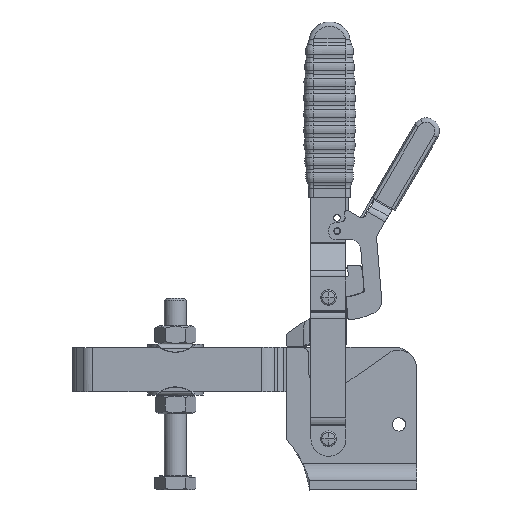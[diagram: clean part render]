
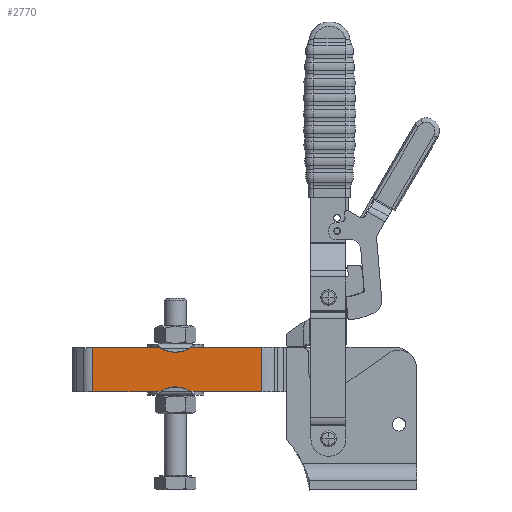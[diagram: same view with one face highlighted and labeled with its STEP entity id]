
A CAD part, top view. The second image highlights one B-rep face of the part: STEP entity #2770.
In plain terms, the highlighted planar face has unit normal (0, 0, 1).
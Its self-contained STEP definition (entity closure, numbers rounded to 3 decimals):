
#2727=AXIS2_PLACEMENT_3D('Plane Axis2P3D',#2724,#2725,#2726) ;
#862=CARTESIAN_POINT('Vertex',(-109.429,74.059,5.053)) ;
#955=CARTESIAN_POINT('Vertex',(-92.08,74.086,5.053)) ;
#1581=CARTESIAN_POINT('Vertex',(-138.108,74.014,5.053)) ;
#1584=CARTESIAN_POINT('Line Origine',(-123.769,74.036,5.053)) ;
#2181=CARTESIAN_POINT('Line Origine',(-76.963,74.109,5.053)) ;
#2185=CARTESIAN_POINT('Vertex',(-61.847,74.133,5.053)) ;
#2709=CARTESIAN_POINT('Vertex',(-138.077,54.014,5.053)) ;
#2712=CARTESIAN_POINT('Line Origine',(-138.093,64.014,5.053)) ;
#2724=CARTESIAN_POINT('Axis2P3D Location',(-148.319,63.998,5.053)) ;
#2729=CARTESIAN_POINT('Line Origine',(-61.831,64.133,5.053)) ;
#2733=CARTESIAN_POINT('Vertex',(-61.816,54.133,5.053)) ;
#2736=CARTESIAN_POINT('Line Origine',(-100.754,74.072,5.053)) ;
#2741=CARTESIAN_POINT('Line Origine',(-123.737,54.036,5.053)) ;
#2745=CARTESIAN_POINT('Vertex',(-109.398,54.059,5.053)) ;
#2748=CARTESIAN_POINT('Line Origine',(-100.723,54.072,5.053)) ;
#2752=CARTESIAN_POINT('Vertex',(-92.048,54.086,5.053)) ;
#2755=CARTESIAN_POINT('Line Origine',(-76.932,54.109,5.053)) ;
#1585=DIRECTION('Vector Direction',(1.,0.002,0.)) ;
#2182=DIRECTION('Vector Direction',(1.,0.002,0.)) ;
#2713=DIRECTION('Vector Direction',(0.002,-1.,0.)) ;
#2725=DIRECTION('Axis2P3D Direction',(0.,0.,1.)) ;
#2726=DIRECTION('Axis2P3D XDirection',(-0.002,1.,0.)) ;
#2730=DIRECTION('Vector Direction',(-0.002,1.,0.)) ;
#2737=DIRECTION('Vector Direction',(1.,0.002,0.)) ;
#2742=DIRECTION('Vector Direction',(-1.,-0.002,0.)) ;
#2749=DIRECTION('Vector Direction',(-1.,-0.002,0.)) ;
#2756=DIRECTION('Vector Direction',(-1.,-0.002,0.)) ;
#1586=VECTOR('Line Direction',#1585,1.) ;
#2183=VECTOR('Line Direction',#2182,1.) ;
#2714=VECTOR('Line Direction',#2713,1.) ;
#2731=VECTOR('Line Direction',#2730,1.) ;
#2738=VECTOR('Line Direction',#2737,1.) ;
#2743=VECTOR('Line Direction',#2742,1.) ;
#2750=VECTOR('Line Direction',#2749,1.) ;
#2757=VECTOR('Line Direction',#2756,1.) ;
#2761=ORIENTED_EDGE('',*,*,#2735,.T.) ;
#2762=ORIENTED_EDGE('',*,*,#2187,.F.) ;
#2763=ORIENTED_EDGE('',*,*,#2740,.T.) ;
#2764=ORIENTED_EDGE('',*,*,#1588,.F.) ;
#2765=ORIENTED_EDGE('',*,*,#2716,.T.) ;
#2766=ORIENTED_EDGE('',*,*,#2747,.F.) ;
#2767=ORIENTED_EDGE('',*,*,#2754,.T.) ;
#2768=ORIENTED_EDGE('',*,*,#2759,.F.) ;
#2770=ADVANCED_FACE('VERTIKALSPANNER_TS_V_360_UB_SL_357865',(#2769),#2728,.T.) ;
#1588=EDGE_CURVE('',#1582,#863,#1587,.T.) ;
#2187=EDGE_CURVE('',#956,#2186,#2184,.T.) ;
#2716=EDGE_CURVE('',#1582,#2710,#2715,.T.) ;
#2735=EDGE_CURVE('',#2734,#2186,#2732,.T.) ;
#2740=EDGE_CURVE('',#956,#863,#2739,.F.) ;
#2747=EDGE_CURVE('',#2746,#2710,#2744,.T.) ;
#2754=EDGE_CURVE('',#2746,#2753,#2751,.F.) ;
#2759=EDGE_CURVE('',#2734,#2753,#2758,.T.) ;
#2760=EDGE_LOOP('',(#2761,#2762,#2763,#2764,#2765,#2766,#2767,#2768)) ;
#2769=FACE_OUTER_BOUND('',#2760,.T.) ;
#1587=LINE('Line',#1584,#1586) ;
#2184=LINE('Line',#2181,#2183) ;
#2715=LINE('Line',#2712,#2714) ;
#2732=LINE('Line',#2729,#2731) ;
#2739=LINE('Line',#2736,#2738) ;
#2744=LINE('Line',#2741,#2743) ;
#2751=LINE('Line',#2748,#2750) ;
#2758=LINE('Line',#2755,#2757) ;
#2728=PLANE('Plane',#2727) ;
#863=VERTEX_POINT('',#862) ;
#956=VERTEX_POINT('',#955) ;
#1582=VERTEX_POINT('',#1581) ;
#2186=VERTEX_POINT('',#2185) ;
#2710=VERTEX_POINT('',#2709) ;
#2734=VERTEX_POINT('',#2733) ;
#2746=VERTEX_POINT('',#2745) ;
#2753=VERTEX_POINT('',#2752) ;
